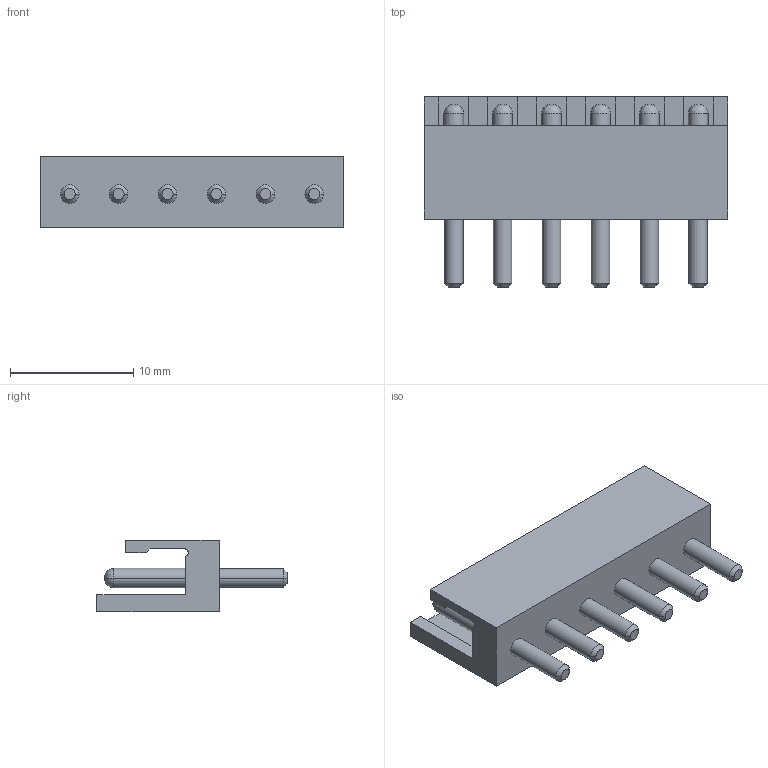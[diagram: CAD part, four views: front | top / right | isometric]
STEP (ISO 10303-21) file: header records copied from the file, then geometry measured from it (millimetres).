
FILE_DESCRIPTION((''),'2;1');
FILE_NAME('F2JL27-S06SD000-01','2023-05-23T',('工程三'),(''),'PRO/ENGINEER BY PARAMETRIC TECHNOLOGY CORPORATION, 2010280','PRO/ENGINEER BY PARAMETRIC TECHNOLOGY CORPORATION, 2010280','');
FILE_SCHEMA(('CONFIG_CONTROL_DESIGN'));
Length unit declared in the file: millimetre
Products named in the file (1): F2JL27-S06SD000-01
Bounding box: 24.56 x 15.4 x 5.8 mm (x, y, z)
Volume: 778.1 mm3; surface area: 1491.1 mm2
Topology: 1 solids, 1 shells, 97 faces, 225 edges, 142 vertices
Faces by surface type: plane 48, cylinder 25, bspline 12, cone 12
Entity records: 3067 total; most frequent: CARTESIAN_POINT 788, DIRECTION 481, ORIENTED_EDGE 450, EDGE_CURVE 225, AXIS2_PLACEMENT_3D 171, VERTEX_POINT 142, VECTOR 139, LINE 139
